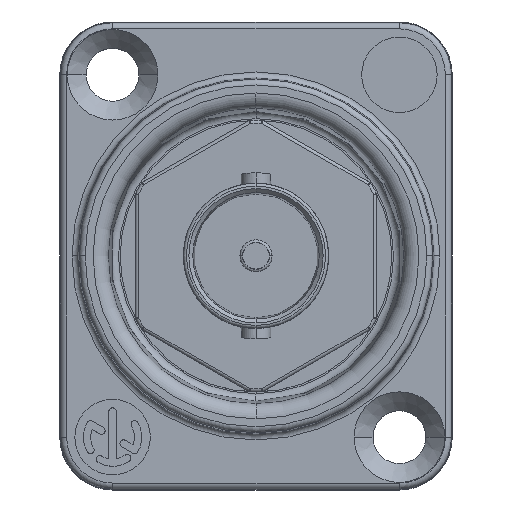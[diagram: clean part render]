
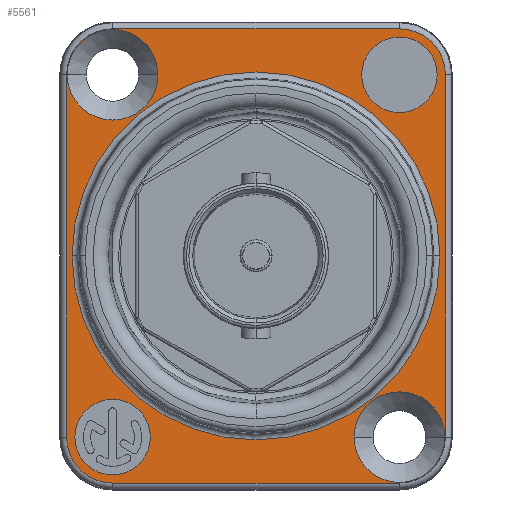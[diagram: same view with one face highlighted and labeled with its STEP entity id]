
A CAD part, top view. The second image highlights one B-rep face of the part: STEP entity #5561.
In plain terms, the highlighted planar face has unit normal (0, 0, 1).
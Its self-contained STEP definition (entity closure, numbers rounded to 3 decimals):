
#278=CARTESIAN_POINT('',(-9.5,-12.,2.));
#279=DIRECTION('',(0.,0.,1.));
#280=DIRECTION('',(-1.,0.,0.));
#281=AXIS2_PLACEMENT_3D('',#278,#279,#280);
#293=CARTESIAN_POINT('',(9.5,-12.,2.));
#294=DIRECTION('',(0.,0.,1.));
#295=DIRECTION('',(-1.,0.,0.));
#296=AXIS2_PLACEMENT_3D('',#293,#294,#295);
#298=CARTESIAN_POINT('',(9.5,-12.,2.));
#299=DIRECTION('',(0.,0.,1.));
#300=DIRECTION('',(1.,0.,0.));
#301=AXIS2_PLACEMENT_3D('',#298,#299,#300);
#303=CARTESIAN_POINT('',(-9.5,12.,2.));
#304=DIRECTION('',(0.,0.,1.));
#305=DIRECTION('',(-1.,0.,0.));
#306=AXIS2_PLACEMENT_3D('',#303,#304,#305);
#308=CARTESIAN_POINT('',(-9.5,12.,2.));
#309=DIRECTION('',(0.,0.,1.));
#310=DIRECTION('',(1.,0.,0.));
#311=AXIS2_PLACEMENT_3D('',#308,#309,#310);
#313=CARTESIAN_POINT('',(9.5,12.,2.));
#314=DIRECTION('',(0.,0.,1.));
#315=DIRECTION('',(1.,0.,0.));
#316=AXIS2_PLACEMENT_3D('',#313,#314,#315);
#318=CARTESIAN_POINT('',(9.5,12.,2.));
#319=DIRECTION('',(0.,0.,1.));
#320=DIRECTION('',(-1.,0.,0.));
#321=AXIS2_PLACEMENT_3D('',#318,#319,#320);
#323=CARTESIAN_POINT('',(-9.5,-12.,2.));
#324=DIRECTION('',(0.,0.,1.));
#325=DIRECTION('',(1.,0.,0.));
#326=AXIS2_PLACEMENT_3D('',#323,#324,#325);
#328=CARTESIAN_POINT('',(-9.5,-12.,2.));
#329=DIRECTION('',(0.,0.,1.));
#330=DIRECTION('',(-1.,0.,0.));
#331=AXIS2_PLACEMENT_3D('',#328,#329,#330);
#753=CARTESIAN_POINT('',(0.,0.,2.));
#754=DIRECTION('',(0.,0.,1.));
#755=DIRECTION('',(1.,0.,0.));
#756=AXIS2_PLACEMENT_3D('',#753,#754,#755);
#768=CARTESIAN_POINT('',(0.,0.,2.));
#769=DIRECTION('',(0.,0.,1.));
#770=DIRECTION('',(-1.,0.,0.));
#771=AXIS2_PLACEMENT_3D('',#768,#769,#770);
#2467=DIRECTION('',(0.,1.,0.));
#2468=VECTOR('',#2467,24.);
#2469=CARTESIAN_POINT('',(12.544,-12.,2.));
#2470=LINE('',#2469,#2468);
#2480=CARTESIAN_POINT('',(9.5,12.,2.));
#2481=DIRECTION('',(0.,0.,1.));
#2482=DIRECTION('',(1.,0.,0.));
#2483=AXIS2_PLACEMENT_3D('',#2480,#2481,#2482);
#2495=DIRECTION('',(-1.,0.,0.));
#2496=VECTOR('',#2495,19.);
#2497=CARTESIAN_POINT('',(9.5,15.044,2.));
#2498=LINE('',#2497,#2496);
#2508=CARTESIAN_POINT('',(-9.5,12.,2.));
#2509=DIRECTION('',(0.,0.,1.));
#2510=DIRECTION('',(0.,1.,0.));
#2511=AXIS2_PLACEMENT_3D('',#2508,#2509,#2510);
#2523=DIRECTION('',(0.,-1.,0.));
#2524=VECTOR('',#2523,24.);
#2525=CARTESIAN_POINT('',(-12.544,12.,2.));
#2526=LINE('',#2525,#2524);
#2560=CARTESIAN_POINT('',(9.5,-12.,2.));
#2561=DIRECTION('',(0.,0.,1.));
#2562=DIRECTION('',(0.,-1.,0.));
#2563=AXIS2_PLACEMENT_3D('',#2560,#2561,#2562);
#2575=DIRECTION('',(1.,0.,0.));
#2576=VECTOR('',#2575,19.);
#2577=CARTESIAN_POINT('',(-9.5,-15.044,2.));
#2578=LINE('',#2577,#2576);
#4618=CARTESIAN_POINT('',(6.5,-12.,2.));
#4619=CARTESIAN_POINT('',(12.5,-12.,2.));
#4620=VERTEX_POINT('',#4618);
#4621=VERTEX_POINT('',#4619);
#4634=CARTESIAN_POINT('',(-12.5,12.,2.));
#4635=CARTESIAN_POINT('',(-6.5,12.,2.));
#4636=VERTEX_POINT('',#4634);
#4637=VERTEX_POINT('',#4635);
#4646=CARTESIAN_POINT('',(12.,12.,2.));
#4647=CARTESIAN_POINT('',(7.,12.,2.));
#4648=VERTEX_POINT('',#4646);
#4649=VERTEX_POINT('',#4647);
#4650=CARTESIAN_POINT('',(-7.,-12.,2.));
#4651=CARTESIAN_POINT('',(-12.,-12.,2.));
#4652=VERTEX_POINT('',#4650);
#4653=VERTEX_POINT('',#4651);
#4758=CARTESIAN_POINT('',(12.186,0.,2.));
#4759=CARTESIAN_POINT('',(-12.186,0.,2.));
#4760=VERTEX_POINT('',#4758);
#4761=VERTEX_POINT('',#4759);
#4766=CARTESIAN_POINT('',(12.544,-12.,2.));
#4767=CARTESIAN_POINT('',(12.544,12.,2.));
#4768=VERTEX_POINT('',#4766);
#4769=VERTEX_POINT('',#4767);
#4774=CARTESIAN_POINT('',(9.5,15.044,2.));
#4775=VERTEX_POINT('',#4774);
#4778=CARTESIAN_POINT('',(-9.5,15.044,2.));
#4779=VERTEX_POINT('',#4778);
#4782=CARTESIAN_POINT('',(-12.544,12.,2.));
#4783=VERTEX_POINT('',#4782);
#4786=CARTESIAN_POINT('',(-12.544,-12.,2.));
#4787=VERTEX_POINT('',#4786);
#4790=CARTESIAN_POINT('',(-9.5,-15.044,2.));
#4791=VERTEX_POINT('',#4790);
#4794=CARTESIAN_POINT('',(9.5,-15.044,2.));
#4795=VERTEX_POINT('',#4794);
#5509=CARTESIAN_POINT('',(0.,0.,2.));
#5510=DIRECTION('',(0.,0.,1.));
#5511=DIRECTION('',(1.,0.,0.));
#5512=AXIS2_PLACEMENT_3D('',#5509,#5510,#5511);
#5513=PLANE('',#5512);
#5515=ORIENTED_EDGE('',*,*,#5514,.F.);
#5517=ORIENTED_EDGE('',*,*,#5516,.F.);
#5519=ORIENTED_EDGE('',*,*,#5518,.F.);
#5520=ORIENTED_EDGE('',*,*,#5499,.F.);
#5522=ORIENTED_EDGE('',*,*,#5521,.F.);
#5524=ORIENTED_EDGE('',*,*,#5523,.F.);
#5526=ORIENTED_EDGE('',*,*,#5525,.F.);
#5528=ORIENTED_EDGE('',*,*,#5527,.F.);
#5529=EDGE_LOOP('',(#5515,#5517,#5519,#5520,#5522,#5524,#5526,#5528));
#5530=FACE_OUTER_BOUND('',#5529,.F.);
#5532=ORIENTED_EDGE('',*,*,#5531,.T.);
#5534=ORIENTED_EDGE('',*,*,#5533,.T.);
#5535=EDGE_LOOP('',(#5532,#5534));
#5536=FACE_BOUND('',#5535,.F.);
#5538=ORIENTED_EDGE('',*,*,#5537,.T.);
#5540=ORIENTED_EDGE('',*,*,#5539,.T.);
#5541=EDGE_LOOP('',(#5538,#5540));
#5542=FACE_BOUND('',#5541,.F.);
#5544=ORIENTED_EDGE('',*,*,#5543,.T.);
#5546=ORIENTED_EDGE('',*,*,#5545,.T.);
#5547=EDGE_LOOP('',(#5544,#5546));
#5548=FACE_BOUND('',#5547,.F.);
#5550=ORIENTED_EDGE('',*,*,#5549,.T.);
#5552=ORIENTED_EDGE('',*,*,#5551,.T.);
#5553=EDGE_LOOP('',(#5550,#5552));
#5554=FACE_BOUND('',#5553,.F.);
#5556=ORIENTED_EDGE('',*,*,#5555,.T.);
#5558=ORIENTED_EDGE('',*,*,#5557,.T.);
#5559=EDGE_LOOP('',(#5556,#5558));
#5560=FACE_BOUND('',#5559,.F.);
#282=CIRCLE('',#281,3.044);
#297=CIRCLE('',#296,3.);
#302=CIRCLE('',#301,3.);
#307=CIRCLE('',#306,3.);
#312=CIRCLE('',#311,3.);
#317=CIRCLE('',#316,2.5);
#322=CIRCLE('',#321,2.5);
#327=CIRCLE('',#326,2.5);
#332=CIRCLE('',#331,2.5);
#757=CIRCLE('',#756,12.186);
#772=CIRCLE('',#771,12.186);
#2484=CIRCLE('',#2483,3.044);
#2512=CIRCLE('',#2511,3.044);
#2564=CIRCLE('',#2563,3.044);
#5499=EDGE_CURVE('',#4787,#4791,#282,.T.);
#5514=EDGE_CURVE('',#4768,#4769,#2470,.T.);
#5516=EDGE_CURVE('',#4795,#4768,#2564,.T.);
#5518=EDGE_CURVE('',#4791,#4795,#2578,.T.);
#5521=EDGE_CURVE('',#4783,#4787,#2526,.T.);
#5523=EDGE_CURVE('',#4779,#4783,#2512,.T.);
#5525=EDGE_CURVE('',#4775,#4779,#2498,.T.);
#5527=EDGE_CURVE('',#4769,#4775,#2484,.T.);
#5531=EDGE_CURVE('',#4636,#4637,#307,.T.);
#5533=EDGE_CURVE('',#4637,#4636,#312,.T.);
#5537=EDGE_CURVE('',#4648,#4649,#317,.T.);
#5539=EDGE_CURVE('',#4649,#4648,#322,.T.);
#5543=EDGE_CURVE('',#4652,#4653,#327,.T.);
#5545=EDGE_CURVE('',#4653,#4652,#332,.T.);
#5549=EDGE_CURVE('',#4760,#4761,#757,.T.);
#5551=EDGE_CURVE('',#4761,#4760,#772,.T.);
#5555=EDGE_CURVE('',#4620,#4621,#297,.T.);
#5557=EDGE_CURVE('',#4621,#4620,#302,.T.);
#5561=ADVANCED_FACE('',(#5530,#5536,#5542,#5548,#5554,#5560),#5513,.T.);
